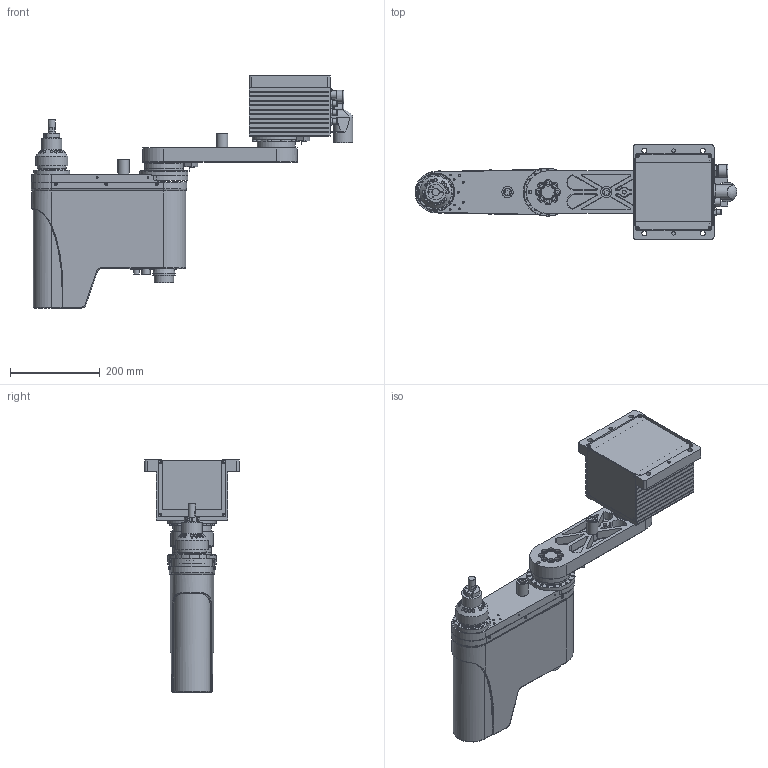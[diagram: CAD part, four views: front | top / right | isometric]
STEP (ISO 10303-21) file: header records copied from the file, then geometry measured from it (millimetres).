
FILE_DESCRIPTION (( 'STEP AP203' ), '1' );
FILE_NAME ('STH030-500潠眢耀倰.STEP', '2022-12-15T02:22:07', ( '' ), ( '' ), 'SwSTEP 2.0', 'SolidWorks 2018', '' );
FILE_SCHEMA (( 'CONFIG_CONTROL_DESIGN' ));
Length unit declared in the file: millimetre
Products named in the file (1): STH030-500潠眢耀倰
Bounding box: 717.1 x 210 x 516.9 mm (x, y, z)
Surface area: 771750.2 mm2 (no closed solid volume)
Topology: 0 solids, 120 shells, 938 faces, 3123 edges, 2306 vertices
Faces by surface type: plane 445, cylinder 365, bspline 56, torus 53, cone 19
Full cylindrical faces by diameter (mm): 2.5 x6, 3.3 x17, 3.5 x12, 4 x14, 4.2 x26, 4.5 x4, 5 x3, 5.5 x16, 6 x16, 7 x6, 8 x6, 8.5 x11, 9 x16, 11 x8, 12 x12, 15 x16, 16 x3, 17 x4, 18 x6, 25 x2, 26 x1, 28 x2, 32 x1, 36 x1, 37.2 x1, 38 x1, 43 x1, 43.2 x1, 44 x1, 45 x1
Entity records: 40189 total; most frequent: CARTESIAN_POINT 14760, DIRECTION 5135, ORIENTED_EDGE 4165, EDGE_CURVE 2742, VERTEX_POINT 2221, AXIS2_PLACEMENT_3D 1917, EDGE_LOOP 1609, LINE 1301
